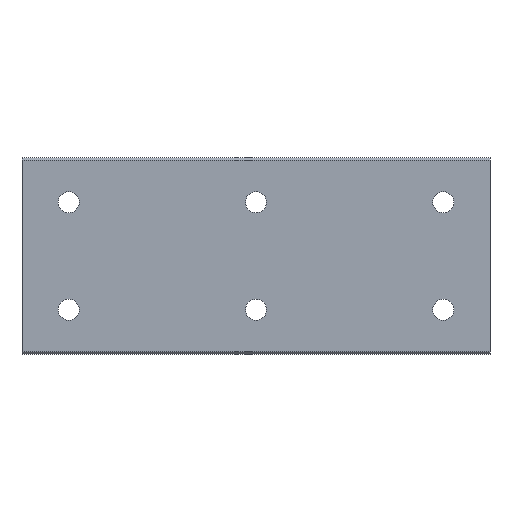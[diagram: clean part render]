
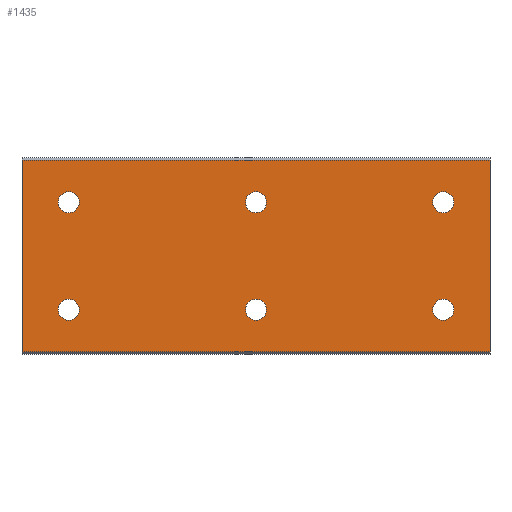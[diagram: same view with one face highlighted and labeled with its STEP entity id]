
A CAD part, front view. The second image highlights one B-rep face of the part: STEP entity #1435.
In plain terms, the highlighted planar face has unit normal (0, -1, 0).
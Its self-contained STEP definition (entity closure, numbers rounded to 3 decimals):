
#15 = CARTESIAN_POINT ( 'NONE',  ( 90., 0., 20.5 ) ) ;
#33 = CARTESIAN_POINT ( 'NONE',  ( -10., 0., 20.5 ) ) ;
#44 = CIRCLE ( 'NONE', #1425, 2.25 ) ;
#78 = CIRCLE ( 'NONE', #1367, 2.25 ) ;
#114 = EDGE_LOOP ( 'NONE', ( #797, #989 ) ) ;
#131 = DIRECTION ( 'NONE',  ( 0., 0., 1. ) ) ;
#136 = EDGE_CURVE ( 'NONE', #233, #1452, #447, .T. ) ;
#137 = VERTEX_POINT ( 'NONE', #161 ) ;
#161 = CARTESIAN_POINT ( 'NONE',  ( -10., 0., -20.5 ) ) ;
#164 = FACE_BOUND ( 'NONE', #194, .T. ) ;
#167 = AXIS2_PLACEMENT_3D ( 'NONE', #15, #950, #850 ) ;
#183 = CARTESIAN_POINT ( 'NONE',  ( 40., 0., -11.5 ) ) ;
#194 = EDGE_LOOP ( 'NONE', ( #494, #1716 ) ) ;
#214 = EDGE_CURVE ( 'NONE', #1718, #1513, #952, .T. ) ;
#233 = VERTEX_POINT ( 'NONE', #312 ) ;
#240 = EDGE_CURVE ( 'NONE', #1426, #820, #476, .T. ) ;
#245 = CARTESIAN_POINT ( 'NONE',  ( 90., 0., -20.5 ) ) ;
#246 = ORIENTED_EDGE ( 'NONE', *, *, #535, .F. ) ;
#266 = DIRECTION ( 'NONE',  ( 0., -1., 0. ) ) ;
#273 = DIRECTION ( 'NONE',  ( 0., -1., 0. ) ) ;
#275 = CIRCLE ( 'NONE', #726, 2.25 ) ;
#277 = FACE_BOUND ( 'NONE', #1596, .T. ) ;
#296 = CARTESIAN_POINT ( 'NONE',  ( 0., 0., -11.5 ) ) ;
#302 = ORIENTED_EDGE ( 'NONE', *, *, #240, .F. ) ;
#307 = CIRCLE ( 'NONE', #1701, 2.25 ) ;
#310 = VECTOR ( 'NONE', #793, 1000. ) ;
#312 = CARTESIAN_POINT ( 'NONE',  ( 40., 0., 13.75 ) ) ;
#344 = VERTEX_POINT ( 'NONE', #1648 ) ;
#351 = DIRECTION ( 'NONE',  ( 0., 0., 1. ) ) ;
#355 = EDGE_CURVE ( 'NONE', #344, #384, #1059, .T. ) ;
#356 = DIRECTION ( 'NONE',  ( 0., 0., 1. ) ) ;
#377 = CARTESIAN_POINT ( 'NONE',  ( 90., 0., 20.5 ) ) ;
#384 = VERTEX_POINT ( 'NONE', #1665 ) ;
#425 = DIRECTION ( 'NONE',  ( 0., 0., 1. ) ) ;
#428 = CARTESIAN_POINT ( 'NONE',  ( 0., 0., 13.75 ) ) ;
#441 = DIRECTION ( 'NONE',  ( 0., 0., 1. ) ) ;
#447 = CIRCLE ( 'NONE', #1145, 2.25 ) ;
#465 = DIRECTION ( 'NONE',  ( 0., -1., 0. ) ) ;
#476 = CIRCLE ( 'NONE', #1644, 2.25 ) ;
#494 = ORIENTED_EDGE ( 'NONE', *, *, #136, .F. ) ;
#516 = EDGE_CURVE ( 'NONE', #940, #912, #636, .T. ) ;
#535 = EDGE_CURVE ( 'NONE', #1049, #137, #1306, .T. ) ;
#544 = CARTESIAN_POINT ( 'NONE',  ( 90., 0., 20.5 ) ) ;
#554 = CARTESIAN_POINT ( 'NONE',  ( 0., 0., 11.5 ) ) ;
#578 = EDGE_LOOP ( 'NONE', ( #302, #1379 ) ) ;
#583 = CARTESIAN_POINT ( 'NONE',  ( 80., 0., 13.75 ) ) ;
#617 = CARTESIAN_POINT ( 'NONE',  ( 80., 0., 9.25 ) ) ;
#623 = DIRECTION ( 'NONE',  ( 0., 0., 1. ) ) ;
#636 = LINE ( 'NONE', #377, #310 ) ;
#641 = CARTESIAN_POINT ( 'NONE',  ( -10., 0., 20.5 ) ) ;
#661 = ORIENTED_EDGE ( 'NONE', *, *, #1461, .F. ) ;
#678 = FACE_OUTER_BOUND ( 'NONE', #1731, .T. ) ;
#685 = PLANE ( 'NONE',  #167 ) ;
#700 = LINE ( 'NONE', #544, #1108 ) ;
#710 = LINE ( 'NONE', #33, #1666 ) ;
#718 = DIRECTION ( 'NONE',  ( 0., -1., 0. ) ) ;
#726 = AXIS2_PLACEMENT_3D ( 'NONE', #1612, #822, #1270 ) ;
#728 = EDGE_CURVE ( 'NONE', #1042, #902, #733, .T. ) ;
#733 = CIRCLE ( 'NONE', #1007, 2.25 ) ;
#736 = EDGE_LOOP ( 'NONE', ( #1408, #1315 ) ) ;
#752 = DIRECTION ( 'NONE',  ( 0., -1., 0. ) ) ;
#761 = CARTESIAN_POINT ( 'NONE',  ( 40., 0., 11.5 ) ) ;
#782 = AXIS2_PLACEMENT_3D ( 'NONE', #183, #718, #985 ) ;
#793 = DIRECTION ( 'NONE',  ( 1., 0., 0. ) ) ;
#797 = ORIENTED_EDGE ( 'NONE', *, *, #355, .F. ) ;
#812 = DIRECTION ( 'NONE',  ( 0., 0., -1. ) ) ;
#820 = VERTEX_POINT ( 'NONE', #1489 ) ;
#821 = DIRECTION ( 'NONE',  ( 0., 0., 1. ) ) ;
#822 = DIRECTION ( 'NONE',  ( 0., -1., 0. ) ) ;
#827 = CARTESIAN_POINT ( 'NONE',  ( 90., 0., -20.5 ) ) ;
#845 = CARTESIAN_POINT ( 'NONE',  ( 40., 0., -11.5 ) ) ;
#850 = DIRECTION ( 'NONE',  ( 0., 0., 1. ) ) ;
#856 = VERTEX_POINT ( 'NONE', #583 ) ;
#858 = ORIENTED_EDGE ( 'NONE', *, *, #1553, .F. ) ;
#868 = AXIS2_PLACEMENT_3D ( 'NONE', #1657, #465, #356 ) ;
#888 = VERTEX_POINT ( 'NONE', #617 ) ;
#902 = VERTEX_POINT ( 'NONE', #1351 ) ;
#912 = VERTEX_POINT ( 'NONE', #1575 ) ;
#940 = VERTEX_POINT ( 'NONE', #641 ) ;
#941 = CARTESIAN_POINT ( 'NONE',  ( 0., 0., -9.25 ) ) ;
#950 = DIRECTION ( 'NONE',  ( 0., 1., 0. ) ) ;
#952 = CIRCLE ( 'NONE', #1320, 2.25 ) ;
#958 = FACE_BOUND ( 'NONE', #1266, .T. ) ;
#974 = CARTESIAN_POINT ( 'NONE',  ( 40., 0., 9.25 ) ) ;
#985 = DIRECTION ( 'NONE',  ( 0., 0., 1. ) ) ;
#989 = ORIENTED_EDGE ( 'NONE', *, *, #1330, .F. ) ;
#1005 = DIRECTION ( 'NONE',  ( 0., -1., 0. ) ) ;
#1007 = AXIS2_PLACEMENT_3D ( 'NONE', #1254, #1005, #1664 ) ;
#1010 = CARTESIAN_POINT ( 'NONE',  ( 80., 0., -11.5 ) ) ;
#1019 = CARTESIAN_POINT ( 'NONE',  ( 40., 0., -9.25 ) ) ;
#1033 = VECTOR ( 'NONE', #1694, 1000. ) ;
#1036 = DIRECTION ( 'NONE',  ( 0., 0., 1. ) ) ;
#1042 = VERTEX_POINT ( 'NONE', #941 ) ;
#1049 = VERTEX_POINT ( 'NONE', #827 ) ;
#1055 = CIRCLE ( 'NONE', #1498, 2.25 ) ;
#1059 = CIRCLE ( 'NONE', #868, 2.25 ) ;
#1077 = DIRECTION ( 'NONE',  ( 0., -1., 0. ) ) ;
#1102 = DIRECTION ( 'NONE',  ( 0., 0., 1. ) ) ;
#1104 = EDGE_CURVE ( 'NONE', #902, #1042, #1138, .T. ) ;
#1108 = VECTOR ( 'NONE', #812, 1000. ) ;
#1109 = ORIENTED_EDGE ( 'NONE', *, *, #516, .F. ) ;
#1138 = CIRCLE ( 'NONE', #1363, 2.25 ) ;
#1145 = AXIS2_PLACEMENT_3D ( 'NONE', #1314, #266, #131 ) ;
#1161 = CARTESIAN_POINT ( 'NONE',  ( 80., 0., 11.5 ) ) ;
#1170 = CARTESIAN_POINT ( 'NONE',  ( 0., 0., 9.25 ) ) ;
#1211 = ORIENTED_EDGE ( 'NONE', *, *, #1563, .F. ) ;
#1221 = FACE_BOUND ( 'NONE', #736, .T. ) ;
#1254 = CARTESIAN_POINT ( 'NONE',  ( 0., 0., -11.5 ) ) ;
#1260 = ORIENTED_EDGE ( 'NONE', *, *, #1104, .F. ) ;
#1266 = EDGE_LOOP ( 'NONE', ( #1280, #1260 ) ) ;
#1270 = DIRECTION ( 'NONE',  ( 0., 0., 1. ) ) ;
#1280 = ORIENTED_EDGE ( 'NONE', *, *, #728, .F. ) ;
#1306 = LINE ( 'NONE', #245, #1033 ) ;
#1314 = CARTESIAN_POINT ( 'NONE',  ( 40., 0., 11.5 ) ) ;
#1315 = ORIENTED_EDGE ( 'NONE', *, *, #214, .F. ) ;
#1320 = AXIS2_PLACEMENT_3D ( 'NONE', #554, #1631, #425 ) ;
#1330 = EDGE_CURVE ( 'NONE', #384, #344, #1055, .T. ) ;
#1344 = DIRECTION ( 'NONE',  ( 0., 0., 1. ) ) ;
#1348 = FACE_BOUND ( 'NONE', #578, .T. ) ;
#1351 = CARTESIAN_POINT ( 'NONE',  ( 0., 0., -13.75 ) ) ;
#1363 = AXIS2_PLACEMENT_3D ( 'NONE', #296, #1077, #821 ) ;
#1367 = AXIS2_PLACEMENT_3D ( 'NONE', #761, #1444, #1036 ) ;
#1379 = ORIENTED_EDGE ( 'NONE', *, *, #1621, .F. ) ;
#1389 = EDGE_CURVE ( 'NONE', #888, #856, #44, .T. ) ;
#1391 = ORIENTED_EDGE ( 'NONE', *, *, #1389, .F. ) ;
#1408 = ORIENTED_EDGE ( 'NONE', *, *, #1685, .F. ) ;
#1425 = AXIS2_PLACEMENT_3D ( 'NONE', #1161, #752, #623 ) ;
#1426 = VERTEX_POINT ( 'NONE', #1019 ) ;
#1435 = ADVANCED_FACE ( 'NONE', ( #678, #958, #1348, #277, #164, #1221, #1626 ), #685, .F. ) ;
#1444 = DIRECTION ( 'NONE',  ( 0., -1., 0. ) ) ;
#1452 = VERTEX_POINT ( 'NONE', #974 ) ;
#1461 = EDGE_CURVE ( 'NONE', #912, #1049, #700, .T. ) ;
#1489 = CARTESIAN_POINT ( 'NONE',  ( 40., 0., -13.75 ) ) ;
#1498 = AXIS2_PLACEMENT_3D ( 'NONE', #1010, #1539, #441 ) ;
#1513 = VERTEX_POINT ( 'NONE', #428 ) ;
#1522 = CIRCLE ( 'NONE', #782, 2.25 ) ;
#1539 = DIRECTION ( 'NONE',  ( 0., -1., 0. ) ) ;
#1540 = DIRECTION ( 'NONE',  ( 0., -1., 0. ) ) ;
#1553 = EDGE_CURVE ( 'NONE', #137, #940, #710, .T. ) ;
#1563 = EDGE_CURVE ( 'NONE', #856, #888, #275, .T. ) ;
#1575 = CARTESIAN_POINT ( 'NONE',  ( 90., 0., 20.5 ) ) ;
#1596 = EDGE_LOOP ( 'NONE', ( #1211, #1391 ) ) ;
#1612 = CARTESIAN_POINT ( 'NONE',  ( 80., 0., 11.5 ) ) ;
#1621 = EDGE_CURVE ( 'NONE', #820, #1426, #1522, .T. ) ;
#1626 = FACE_BOUND ( 'NONE', #114, .T. ) ;
#1631 = DIRECTION ( 'NONE',  ( 0., -1., 0. ) ) ;
#1644 = AXIS2_PLACEMENT_3D ( 'NONE', #845, #273, #1344 ) ;
#1648 = CARTESIAN_POINT ( 'NONE',  ( 80., 0., -9.25 ) ) ;
#1657 = CARTESIAN_POINT ( 'NONE',  ( 80., 0., -11.5 ) ) ;
#1664 = DIRECTION ( 'NONE',  ( 0., 0., 1. ) ) ;
#1665 = CARTESIAN_POINT ( 'NONE',  ( 80., 0., -13.75 ) ) ;
#1666 = VECTOR ( 'NONE', #1102, 1000. ) ;
#1670 = CARTESIAN_POINT ( 'NONE',  ( 0., 0., 11.5 ) ) ;
#1685 = EDGE_CURVE ( 'NONE', #1513, #1718, #307, .T. ) ;
#1694 = DIRECTION ( 'NONE',  ( -1., 0., 0. ) ) ;
#1701 = AXIS2_PLACEMENT_3D ( 'NONE', #1670, #1540, #351 ) ;
#1708 = EDGE_CURVE ( 'NONE', #1452, #233, #78, .T. ) ;
#1716 = ORIENTED_EDGE ( 'NONE', *, *, #1708, .F. ) ;
#1718 = VERTEX_POINT ( 'NONE', #1170 ) ;
#1731 = EDGE_LOOP ( 'NONE', ( #246, #661, #1109, #858 ) ) ;
